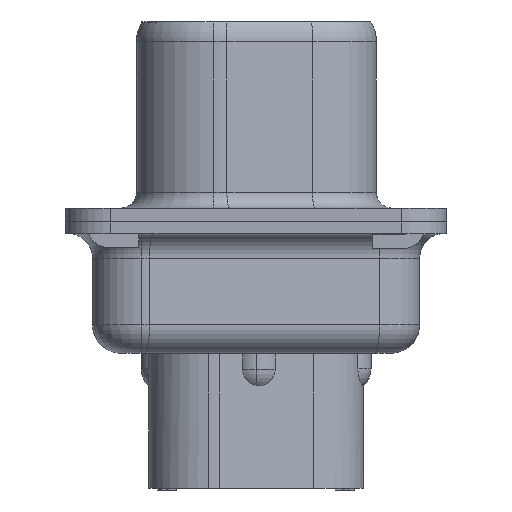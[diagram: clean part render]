
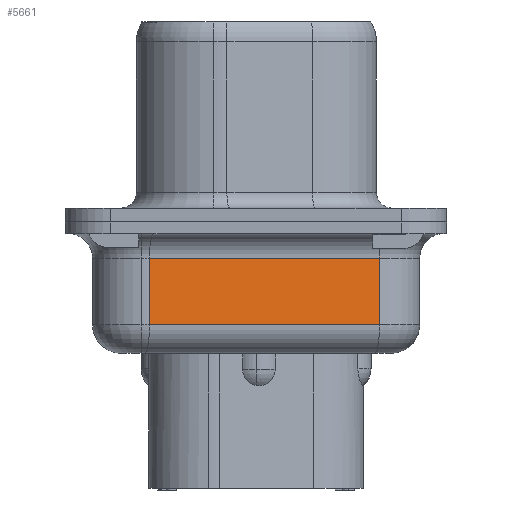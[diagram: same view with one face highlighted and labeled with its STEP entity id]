
A CAD part, left-side view. The second image highlights one B-rep face of the part: STEP entity #5661.
In plain terms, the highlighted planar face has unit normal (-0.985, -0.174, 0).
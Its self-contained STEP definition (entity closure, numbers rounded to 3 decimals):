
#5661=ADVANCED_FACE('NONE',(#11795),#11796,.F.);
#11795=FACE_OUTER_BOUND('',#26244,.T.);
#11796=PLANE('',#26245);
#26244=EDGE_LOOP('',(#44177,#44178,#44179,#44180));
#26245=AXIS2_PLACEMENT_3D('',#44181,#44182,#44183);
#44177=ORIENTED_EDGE('',*,*,#47525,.F.);
#44178=ORIENTED_EDGE('',*,*,#47328,.T.);
#44179=ORIENTED_EDGE('',*,*,#52877,.T.);
#44180=ORIENTED_EDGE('',*,*,#52163,.T.);
#44181=CARTESIAN_POINT('',(134.697,108.505,-3.2));
#44182=DIRECTION('',(0.985,0.174,0.0));
#44183=DIRECTION('',(0.0,0.0,-1.0));
#47328=EDGE_CURVE('NONE',#54978,#54983,#54985,.T.);
#47525=EDGE_CURVE('NONE',#54978,#55345,#55346,.T.);
#52163=EDGE_CURVE('NONE',#62860,#55345,#62866,.T.);
#52877=EDGE_CURVE('NONE',#54983,#62860,#63800,.T.);
#54978=VERTEX_POINT('NONE',#66324);
#54983=VERTEX_POINT('NONE',#66330);
#54985=LINE('',#66332,#66333);
#55345=VERTEX_POINT('NONE',#67163);
#55346=LINE('',#67164,#67165);
#62860=VERTEX_POINT('NONE',#87560);
#62866=LINE('',#87567,#87568);
#63800=LINE('',#90157,#90158);
#66324=CARTESIAN_POINT('',(134.697,108.505,-2.26));
#66330=CARTESIAN_POINT('',(136.031,100.935,-2.26));
#66332=CARTESIAN_POINT('',(136.031,100.935,-2.26));
#66333=VECTOR('',#97058,1000.0);
#67163=CARTESIAN_POINT('',(134.697,108.505,-0.07));
#67164=CARTESIAN_POINT('',(134.697,108.505,-3.2));
#67165=VECTOR('',#97260,1000.0);
#87560=CARTESIAN_POINT('',(136.031,100.935,-0.07));
#87567=CARTESIAN_POINT('',(134.697,108.505,-0.07));
#87568=VECTOR('',#101559,1000.0);
#90157=CARTESIAN_POINT('',(136.031,100.935,-3.2));
#90158=VECTOR('',#102211,1000.0);
#97058=DIRECTION('',(0.174,-0.985,0.0));
#97260=DIRECTION('',(0.0,0.0,1.0));
#101559=DIRECTION('',(-0.174,0.985,0.0));
#102211=DIRECTION('',(0.0,0.0,1.0));
